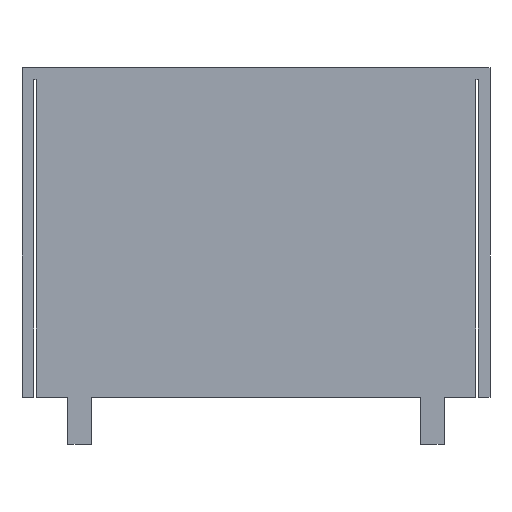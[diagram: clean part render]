
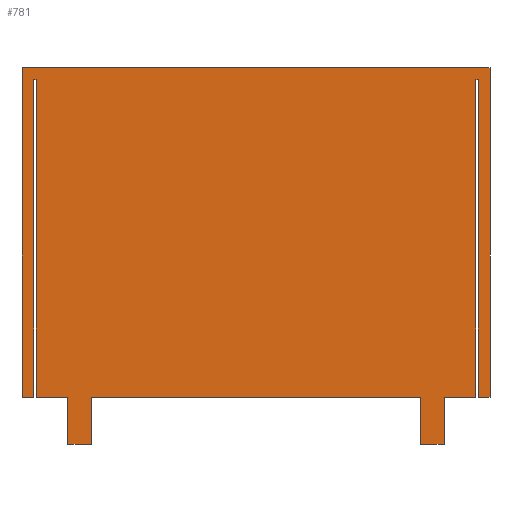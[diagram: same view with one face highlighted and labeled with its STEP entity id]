
A CAD part, front view. The second image highlights one B-rep face of the part: STEP entity #781.
In plain terms, the highlighted planar face has unit normal (0, -1, 0).
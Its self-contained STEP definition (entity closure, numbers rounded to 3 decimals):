
#39=FACE_OUTER_BOUND('',#79,.T.);
#79=EDGE_LOOP('',(#553,#554,#555,#556,#557,#558,#559,#560,#561,#562,#563,
#564,#565,#566,#567,#568,#569,#570,#571,#572));
#125=LINE('',#1108,#232);
#127=LINE('',#1113,#234);
#133=LINE('',#1126,#240);
#137=LINE('',#1135,#244);
#143=LINE('',#1148,#250);
#147=LINE('',#1156,#254);
#151=LINE('',#1167,#258);
#152=LINE('',#1169,#259);
#153=LINE('',#1171,#260);
#154=LINE('',#1172,#261);
#155=LINE('',#1173,#262);
#156=LINE('',#1174,#263);
#157=LINE('',#1176,#264);
#158=LINE('',#1178,#265);
#159=LINE('',#1179,#266);
#160=LINE('',#1181,#267);
#161=LINE('',#1183,#268);
#162=LINE('',#1184,#269);
#163=LINE('',#1185,#270);
#164=LINE('',#1186,#271);
#232=VECTOR('',#900,14.);
#234=VECTOR('',#904,1.35);
#240=VECTOR('',#912,1.35);
#244=VECTOR('',#918,0.5);
#250=VECTOR('',#926,0.1);
#254=VECTOR('',#930,0.1);
#258=VECTOR('',#938,0.5);
#259=VECTOR('',#939,14.);
#260=VECTOR('',#940,19.9);
#261=VECTOR('',#941,14.);
#262=VECTOR('',#942,13.5);
#263=VECTOR('',#943,13.5);
#264=VECTOR('',#944,2.);
#265=VECTOR('',#945,1.);
#266=VECTOR('',#946,2.);
#267=VECTOR('',#947,2.);
#268=VECTOR('',#948,1.);
#269=VECTOR('',#949,2.);
#270=VECTOR('',#950,13.5);
#271=VECTOR('',#951,13.5);
#339=VERTEX_POINT('',#1105);
#340=VERTEX_POINT('',#1107);
#341=VERTEX_POINT('',#1111);
#342=VERTEX_POINT('',#1112);
#347=VERTEX_POINT('',#1123);
#348=VERTEX_POINT('',#1125);
#351=VERTEX_POINT('',#1132);
#352=VERTEX_POINT('',#1134);
#357=VERTEX_POINT('',#1145);
#358=VERTEX_POINT('',#1147);
#361=VERTEX_POINT('',#1153);
#362=VERTEX_POINT('',#1155);
#366=VERTEX_POINT('',#1165);
#367=VERTEX_POINT('',#1166);
#368=VERTEX_POINT('',#1168);
#369=VERTEX_POINT('',#1170);
#370=VERTEX_POINT('',#1175);
#371=VERTEX_POINT('',#1177);
#372=VERTEX_POINT('',#1180);
#373=VERTEX_POINT('',#1182);
#414=EDGE_CURVE('',#340,#339,#125,.T.);
#416=EDGE_CURVE('',#341,#342,#127,.T.);
#422=EDGE_CURVE('',#348,#347,#133,.T.);
#426=EDGE_CURVE('',#352,#351,#137,.T.);
#432=EDGE_CURVE('',#358,#357,#143,.T.);
#436=EDGE_CURVE('',#362,#361,#147,.T.);
#441=EDGE_CURVE('',#366,#367,#151,.T.);
#442=EDGE_CURVE('',#368,#367,#152,.T.);
#443=EDGE_CURVE('',#369,#368,#153,.T.);
#444=EDGE_CURVE('',#369,#352,#154,.T.);
#445=EDGE_CURVE('',#362,#351,#155,.T.);
#446=EDGE_CURVE('',#361,#348,#156,.T.);
#447=EDGE_CURVE('',#370,#347,#157,.T.);
#448=EDGE_CURVE('',#371,#370,#158,.T.);
#449=EDGE_CURVE('',#371,#340,#159,.T.);
#450=EDGE_CURVE('',#372,#339,#160,.T.);
#451=EDGE_CURVE('',#373,#372,#161,.T.);
#452=EDGE_CURVE('',#373,#341,#162,.T.);
#453=EDGE_CURVE('',#358,#342,#163,.T.);
#454=EDGE_CURVE('',#357,#366,#164,.T.);
#553=ORIENTED_EDGE('',*,*,#441,.T.);
#554=ORIENTED_EDGE('',*,*,#442,.F.);
#555=ORIENTED_EDGE('',*,*,#443,.F.);
#556=ORIENTED_EDGE('',*,*,#444,.T.);
#557=ORIENTED_EDGE('',*,*,#426,.T.);
#558=ORIENTED_EDGE('',*,*,#445,.F.);
#559=ORIENTED_EDGE('',*,*,#436,.T.);
#560=ORIENTED_EDGE('',*,*,#446,.T.);
#561=ORIENTED_EDGE('',*,*,#422,.T.);
#562=ORIENTED_EDGE('',*,*,#447,.F.);
#563=ORIENTED_EDGE('',*,*,#448,.F.);
#564=ORIENTED_EDGE('',*,*,#449,.T.);
#565=ORIENTED_EDGE('',*,*,#414,.T.);
#566=ORIENTED_EDGE('',*,*,#450,.F.);
#567=ORIENTED_EDGE('',*,*,#451,.F.);
#568=ORIENTED_EDGE('',*,*,#452,.T.);
#569=ORIENTED_EDGE('',*,*,#416,.T.);
#570=ORIENTED_EDGE('',*,*,#453,.F.);
#571=ORIENTED_EDGE('',*,*,#432,.T.);
#572=ORIENTED_EDGE('',*,*,#454,.T.);
#744=PLANE('',#841);
#781=ADVANCED_FACE('',(#39),#744,.F.);
#841=AXIS2_PLACEMENT_3D('',#1164,#936,#937);
#900=DIRECTION('',(1.,0.,0.));
#904=DIRECTION('',(1.,0.,0.));
#912=DIRECTION('',(1.,0.,0.));
#918=DIRECTION('',(1.,0.,0.));
#926=DIRECTION('',(1.,0.,0.));
#930=DIRECTION('',(1.,0.,0.));
#936=DIRECTION('center_axis',(0.,1.,0.));
#937=DIRECTION('ref_axis',(0.,0.,-1.));
#938=DIRECTION('',(1.,0.,0.));
#939=DIRECTION('',(0.,0.,-1.));
#940=DIRECTION('',(1.,0.,0.));
#941=DIRECTION('',(0.,0.,-1.));
#942=DIRECTION('',(0.,0.,-1.));
#943=DIRECTION('',(0.,0.,-1.));
#944=DIRECTION('',(0.,0.,1.));
#945=DIRECTION('',(-1.,0.,0.));
#946=DIRECTION('',(0.,0.,1.));
#947=DIRECTION('',(0.,0.,1.));
#948=DIRECTION('',(-1.,0.,0.));
#949=DIRECTION('',(0.,0.,1.));
#950=DIRECTION('',(0.,0.,-1.));
#951=DIRECTION('',(0.,0.,-1.));
#1105=CARTESIAN_POINT('',(7.,-19.5,0.));
#1107=CARTESIAN_POINT('',(-7.,-19.5,0.));
#1108=CARTESIAN_POINT('',(-7.,-19.5,0.));
#1111=CARTESIAN_POINT('',(8.,-19.5,0.));
#1112=CARTESIAN_POINT('',(9.35,-19.5,0.));
#1113=CARTESIAN_POINT('',(8.,-19.5,0.));
#1123=CARTESIAN_POINT('',(-8.,-19.5,0.));
#1125=CARTESIAN_POINT('',(-9.35,-19.5,0.));
#1126=CARTESIAN_POINT('',(-9.35,-19.5,0.));
#1132=CARTESIAN_POINT('',(-9.45,-19.5,0.));
#1134=CARTESIAN_POINT('',(-9.95,-19.5,0.));
#1135=CARTESIAN_POINT('',(-9.95,-19.5,0.));
#1145=CARTESIAN_POINT('',(9.45,-19.5,13.5));
#1147=CARTESIAN_POINT('',(9.35,-19.5,13.5));
#1148=CARTESIAN_POINT('',(9.35,-19.5,13.5));
#1153=CARTESIAN_POINT('',(-9.35,-19.5,13.5));
#1155=CARTESIAN_POINT('',(-9.45,-19.5,13.5));
#1156=CARTESIAN_POINT('',(-9.45,-19.5,13.5));
#1164=CARTESIAN_POINT('Origin',(9.95,-19.5,13.5));
#1165=CARTESIAN_POINT('',(9.45,-19.5,0.));
#1166=CARTESIAN_POINT('',(9.95,-19.5,0.));
#1167=CARTESIAN_POINT('',(9.45,-19.5,0.));
#1168=CARTESIAN_POINT('',(9.95,-19.5,14.));
#1169=CARTESIAN_POINT('',(9.95,-19.5,14.));
#1170=CARTESIAN_POINT('',(-9.95,-19.5,14.));
#1171=CARTESIAN_POINT('',(-9.95,-19.5,14.));
#1172=CARTESIAN_POINT('',(-9.95,-19.5,14.));
#1173=CARTESIAN_POINT('',(-9.45,-19.5,13.5));
#1174=CARTESIAN_POINT('',(-9.35,-19.5,13.5));
#1175=CARTESIAN_POINT('',(-8.,-19.5,-2.));
#1176=CARTESIAN_POINT('',(-8.,-19.5,-2.));
#1177=CARTESIAN_POINT('',(-7.,-19.5,-2.));
#1178=CARTESIAN_POINT('',(-7.,-19.5,-2.));
#1179=CARTESIAN_POINT('',(-7.,-19.5,-2.));
#1180=CARTESIAN_POINT('',(7.,-19.5,-2.));
#1181=CARTESIAN_POINT('',(7.,-19.5,-2.));
#1182=CARTESIAN_POINT('',(8.,-19.5,-2.));
#1183=CARTESIAN_POINT('',(8.,-19.5,-2.));
#1184=CARTESIAN_POINT('',(8.,-19.5,-2.));
#1185=CARTESIAN_POINT('',(9.35,-19.5,13.5));
#1186=CARTESIAN_POINT('',(9.45,-19.5,13.5));
